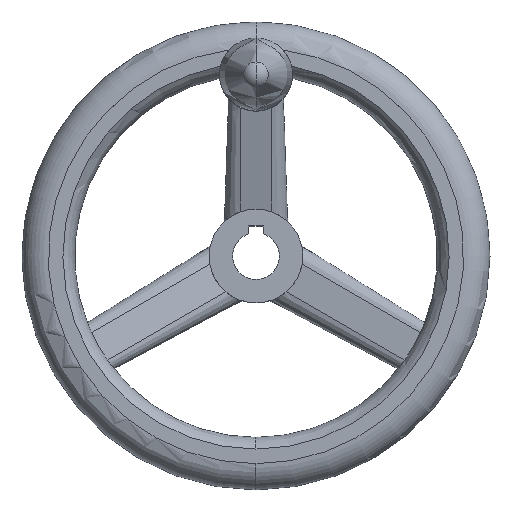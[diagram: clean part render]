
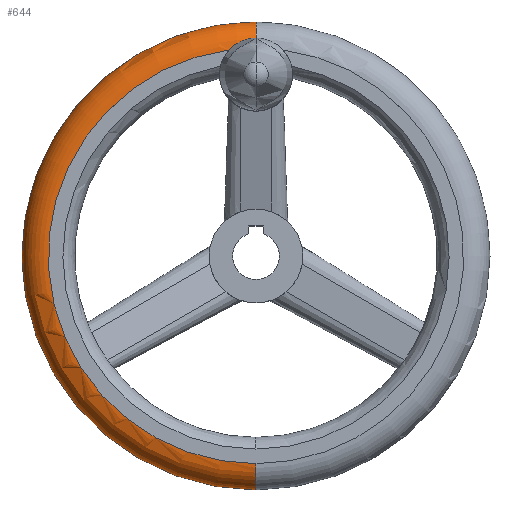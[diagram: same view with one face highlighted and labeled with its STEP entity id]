
A CAD part, top view. The second image highlights one B-rep face of the part: STEP entity #644.
In plain terms, the highlighted toroidal (fillet/blend) face has major radius 71 mm and minor radius 9 mm.
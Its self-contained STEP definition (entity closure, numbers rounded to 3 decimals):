
#308=EDGE_CURVE('',#768,#420,#881,.T.);
#316=EDGE_CURVE('',#604,#766,#889,.T.);
#348=VERTEX_POINT('',#924);
#420=VERTEX_POINT('',#1010);
#502=EDGE_CURVE('',#348,#420,#1102,.T.);
#514=EDGE_CURVE('',#604,#348,#1116,.T.);
#524=EDGE_CURVE('',#768,#766,#1126,.T.);
#604=VERTEX_POINT('',#1214);
#644=ADVANCED_FACE('',(#1255),#1256,.T.);
#766=VERTEX_POINT('',#1392);
#768=VERTEX_POINT('',#1394);
#881=CIRCLE('',#1531,9.0);
#889=CIRCLE('',#1567,9.0);
#924=CARTESIAN_POINT('',(-9.263,70.393,40.));
#1010=CARTESIAN_POINT('',(0.,71.0,40.0));
#1102=CIRCLE('',#2011,71.0);
#1116=CIRCLE('',#2052,71.0);
#1126=CIRCLE('',#2064,80.0);
#1214=CARTESIAN_POINT('',(0.,-71.0,40.0));
#1255=FACE_OUTER_BOUND('',#2342,.T.);
#1256=TOROIDAL_SURFACE('',#2343,71.0,9.0);
#1392=CARTESIAN_POINT('',(0.,-80.0,31.0));
#1394=CARTESIAN_POINT('',(0.,80.0,31.0));
#1531=AXIS2_PLACEMENT_3D('',#2894,#2895,#2896);
#1567=AXIS2_PLACEMENT_3D('',#2900,#2901,#2902);
#2011=AXIS2_PLACEMENT_3D('',#3187,#3188,#3189);
#2052=AXIS2_PLACEMENT_3D('',#3201,#3202,#3203);
#2064=AXIS2_PLACEMENT_3D('',#3207,#3208,#3209);
#2342=EDGE_LOOP('',(#3351,#3352,#3353,#3354,#3355));
#2343=AXIS2_PLACEMENT_3D('',#3356,#3357,#3358);
#2894=CARTESIAN_POINT('',(0.,71.0,31.0));
#2895=DIRECTION('',(1.0,0.,0.));
#2896=DIRECTION('',(0.,1.0,0.));
#2900=CARTESIAN_POINT('',(0.,-71.0,31.0));
#2901=DIRECTION('',(1.0,0.,0.));
#2902=DIRECTION('',(0.,-1.0,0.));
#3187=CARTESIAN_POINT('',(0.,0.,40.0));
#3188=DIRECTION('',(0.,0.,-1.0));
#3189=DIRECTION('',(0.,1.0,0.));
#3201=CARTESIAN_POINT('',(0.,0.,40.0));
#3202=DIRECTION('',(0.,0.,-1.0));
#3203=DIRECTION('',(0.,1.0,0.));
#3207=CARTESIAN_POINT('',(0.,0.,31.0));
#3208=DIRECTION('',(0.,0.,1.0));
#3209=DIRECTION('',(1.0,0.0,0.));
#3351=ORIENTED_EDGE('',*,*,#524,.T.);
#3352=ORIENTED_EDGE('',*,*,#316,.F.);
#3353=ORIENTED_EDGE('',*,*,#514,.T.);
#3354=ORIENTED_EDGE('',*,*,#502,.T.);
#3355=ORIENTED_EDGE('',*,*,#308,.F.);
#3356=CARTESIAN_POINT('',(0.,0.,31.0));
#3357=DIRECTION('',(0.,0.,1.0));
#3358=DIRECTION('',(0.,1.0,0.0));
